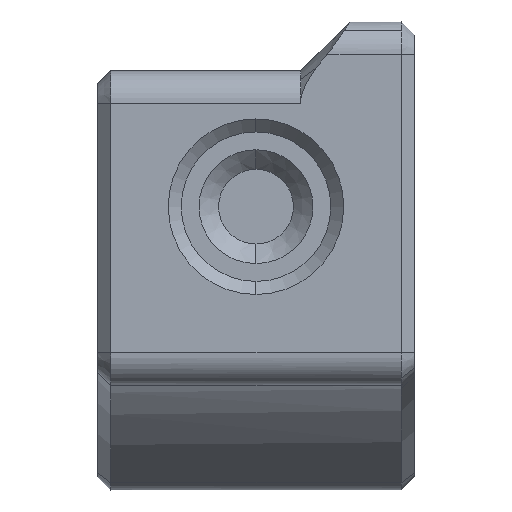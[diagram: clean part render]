
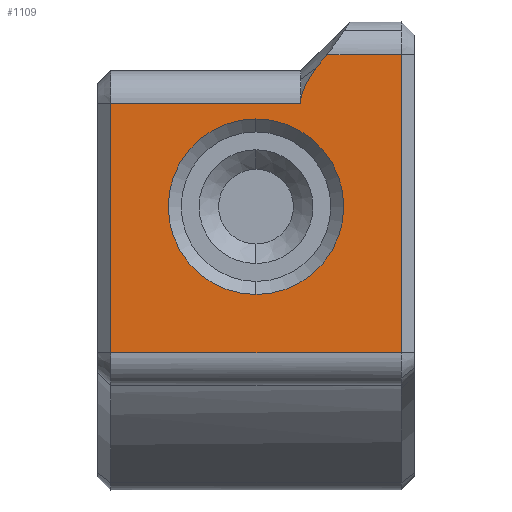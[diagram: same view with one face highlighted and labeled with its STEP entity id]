
A CAD part, front view. The second image highlights one B-rep face of the part: STEP entity #1109.
In plain terms, the highlighted planar face has unit normal (0, -1, 0).
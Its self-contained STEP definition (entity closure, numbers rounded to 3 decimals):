
#6 = VERTEX_POINT ( 'NONE', #2020 ) ;
#21 = CARTESIAN_POINT ( 'NONE',  ( -2.25, -3.6, 69.531 ) ) ;
#30 = ORIENTED_EDGE ( 'NONE', *, *, #1081, .T. ) ;
#32 = DIRECTION ( 'NONE',  ( 1., 0., 0. ) ) ;
#100 = VECTOR ( 'NONE', #527, 1000. ) ;
#111 = CARTESIAN_POINT ( 'NONE',  ( -4.741, -3.6, 69.295 ) ) ;
#144 = EDGE_LOOP ( 'NONE', ( #2160, #1134, #2206, #689, #30, #1856, #1724 ) ) ;
#191 = VERTEX_POINT ( 'NONE', #2233 ) ;
#232 = VERTEX_POINT ( 'NONE', #583 ) ;
#335 = DIRECTION ( 'NONE',  ( 0., 0., -1. ) ) ;
#368 = CARTESIAN_POINT ( 'NONE',  ( -4.881, -3.6, 69.103 ) ) ;
#382 = VERTEX_POINT ( 'NONE', #981 ) ;
#485 = CARTESIAN_POINT ( 'NONE',  ( -4.881, -3.6, 69.103 ) ) ;
#527 = DIRECTION ( 'NONE',  ( 0., 0., -1. ) ) ;
#554 = DIRECTION ( 'NONE',  ( 0., 1., 0. ) ) ;
#583 = CARTESIAN_POINT ( 'NONE',  ( -11.2, -3.6, 60.358 ) ) ;
#628 = CARTESIAN_POINT ( 'NONE',  ( -4.881, -3.6, 69.103 ) ) ;
#673 = VECTOR ( 'NONE', #32, 1000. ) ;
#684 = EDGE_LOOP ( 'NONE', ( #1171, #1533 ) ) ;
#689 = ORIENTED_EDGE ( 'NONE', *, *, #1378, .F. ) ;
#695 = LINE ( 'NONE', #2086, #100 ) ;
#735 = CARTESIAN_POINT ( 'NONE',  ( -6.725, -3.6, 64.85 ) ) ;
#792 = DIRECTION ( 'NONE',  ( -1., 0., 0. ) ) ;
#804 = AXIS2_PLACEMENT_3D ( 'NONE', #1559, #1379, #335 ) ;
#815 = CIRCLE ( 'NONE', #1593, 2.7 ) ;
#859 = DIRECTION ( 'NONE',  ( -1., 0., 0. ) ) ;
#861 = EDGE_CURVE ( 'NONE', #926, #1193, #1415, .T. ) ;
#892 = CARTESIAN_POINT ( 'NONE',  ( -5.35, -3.6, 68.463 ) ) ;
#921 = DIRECTION ( 'NONE',  ( -1., 0., 0. ) ) ;
#926 = VERTEX_POINT ( 'NONE', #1304 ) ;
#981 = CARTESIAN_POINT ( 'NONE',  ( -2.25, -3.6, 60.358 ) ) ;
#1043 = CARTESIAN_POINT ( 'NONE',  ( -6.725, -3.6, 62.15 ) ) ;
#1081 = EDGE_CURVE ( 'NONE', #191, #1864, #1910, .T. ) ;
#1109 = ADVANCED_FACE ( 'NONE', ( #2274, #1404 ), #1743, .F. ) ;
#1111 = LINE ( 'NONE', #1777, #673 ) ;
#1131 = VERTEX_POINT ( 'NONE', #1043 ) ;
#1134 = ORIENTED_EDGE ( 'NONE', *, *, #2184, .T. ) ;
#1138 =( BOUNDED_CURVE ( )  B_SPLINE_CURVE ( 2, ( #368, #892, #2291 ),
 .UNSPECIFIED., .F., .T. ) 
 B_SPLINE_CURVE_WITH_KNOTS ( ( 3, 3 ),
 ( -0.99, -0.647 ),
 .UNSPECIFIED. ) 
 CURVE ( )  GEOMETRIC_REPRESENTATION_ITEM ( )  RATIONAL_B_SPLINE_CURVE ( ( 2.471, 3.05, 3.05 ) ) 
 REPRESENTATION_ITEM ( '' )  );
#1171 = ORIENTED_EDGE ( 'NONE', *, *, #2153, .T. ) ;
#1193 = VERTEX_POINT ( 'NONE', #2059 ) ;
#1254 = EDGE_CURVE ( 'NONE', #6, #1131, #2003, .T. ) ;
#1276 = CARTESIAN_POINT ( 'NONE',  ( -6.725, -3.6, 64.85 ) ) ;
#1304 = CARTESIAN_POINT ( 'NONE',  ( -5.35, -3.6, 68.027 ) ) ;
#1378 = EDGE_CURVE ( 'NONE', #191, #2135, #1729, .T. ) ;
#1379 = DIRECTION ( 'NONE',  ( 0., 1., 0. ) ) ;
#1394 = CARTESIAN_POINT ( 'NONE',  ( -10.25, -3.6, 68.027 ) ) ;
#1399 = CARTESIAN_POINT ( 'NONE',  ( -2.25, -3.6, 69.083 ) ) ;
#1404 = FACE_OUTER_BOUND ( 'NONE', #144, .T. ) ;
#1415 = LINE ( 'NONE', #1394, #1721 ) ;
#1514 = DIRECTION ( 'NONE',  ( 1., 0., 0. ) ) ;
#1533 = ORIENTED_EDGE ( 'NONE', *, *, #1254, .T. ) ;
#1537 = CARTESIAN_POINT ( 'NONE',  ( -3.85, -3.6, 69.531 ) ) ;
#1559 = CARTESIAN_POINT ( 'NONE',  ( 20.953, -3.6, 69.083 ) ) ;
#1593 = AXIS2_PLACEMENT_3D ( 'NONE', #735, #1632, #921 ) ;
#1614 = AXIS2_PLACEMENT_3D ( 'NONE', #1276, #554, #792 ) ;
#1632 = DIRECTION ( 'NONE',  ( 0., 1., 0. ) ) ;
#1646 = EDGE_CURVE ( 'NONE', #382, #2135, #2104, .T. ) ;
#1702 = CARTESIAN_POINT ( 'NONE',  ( -4.544, -3.6, 69.531 ) ) ;
#1709 = EDGE_CURVE ( 'NONE', #1193, #232, #695, .T. ) ;
#1721 = VECTOR ( 'NONE', #859, 1000. ) ;
#1724 = ORIENTED_EDGE ( 'NONE', *, *, #861, .T. ) ;
#1729 = LINE ( 'NONE', #1537, #1974 ) ;
#1743 = PLANE ( 'NONE',  #804 ) ;
#1777 = CARTESIAN_POINT ( 'NONE',  ( 20.953, -3.6, 60.358 ) ) ;
#1856 = ORIENTED_EDGE ( 'NONE', *, *, #2043, .T. ) ;
#1864 = VERTEX_POINT ( 'NONE', #628 ) ;
#1868 = VECTOR ( 'NONE', #2282, 1000. ) ;
#1910 =( BOUNDED_CURVE ( )  B_SPLINE_CURVE ( 2, ( #1702, #111, #485 ),
 .UNSPECIFIED., .F., .T. ) 
 B_SPLINE_CURVE_WITH_KNOTS ( ( 3, 3 ),
 ( -1.069, -0.99 ),
 .UNSPECIFIED. ) 
 CURVE ( )  GEOMETRIC_REPRESENTATION_ITEM ( )  RATIONAL_B_SPLINE_CURVE ( ( 2.174, 2.338, 2.471 ) ) 
 REPRESENTATION_ITEM ( '' )  );
#1974 = VECTOR ( 'NONE', #1514, 1000. ) ;
#2003 = CIRCLE ( 'NONE', #1614, 2.7 ) ;
#2020 = CARTESIAN_POINT ( 'NONE',  ( -6.725, -3.6, 67.55 ) ) ;
#2043 = EDGE_CURVE ( 'NONE', #1864, #926, #1138, .T. ) ;
#2059 = CARTESIAN_POINT ( 'NONE',  ( -11.2, -3.6, 68.027 ) ) ;
#2086 = CARTESIAN_POINT ( 'NONE',  ( -11.2, -3.6, 69.083 ) ) ;
#2104 = LINE ( 'NONE', #1399, #1868 ) ;
#2135 = VERTEX_POINT ( 'NONE', #21 ) ;
#2153 = EDGE_CURVE ( 'NONE', #1131, #6, #815, .T. ) ;
#2160 = ORIENTED_EDGE ( 'NONE', *, *, #1709, .T. ) ;
#2184 = EDGE_CURVE ( 'NONE', #232, #382, #1111, .T. ) ;
#2206 = ORIENTED_EDGE ( 'NONE', *, *, #1646, .T. ) ;
#2233 = CARTESIAN_POINT ( 'NONE',  ( -4.544, -3.6, 69.531 ) ) ;
#2274 = FACE_BOUND ( 'NONE', #684, .T. ) ;
#2282 = DIRECTION ( 'NONE',  ( 0., 0., 1. ) ) ;
#2291 = CARTESIAN_POINT ( 'NONE',  ( -5.35, -3.6, 68.027 ) ) ;
